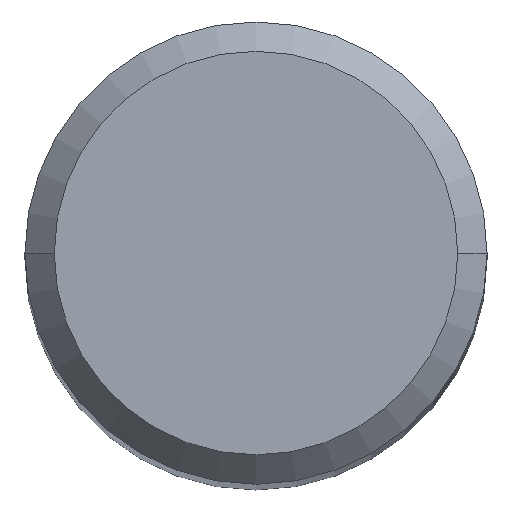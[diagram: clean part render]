
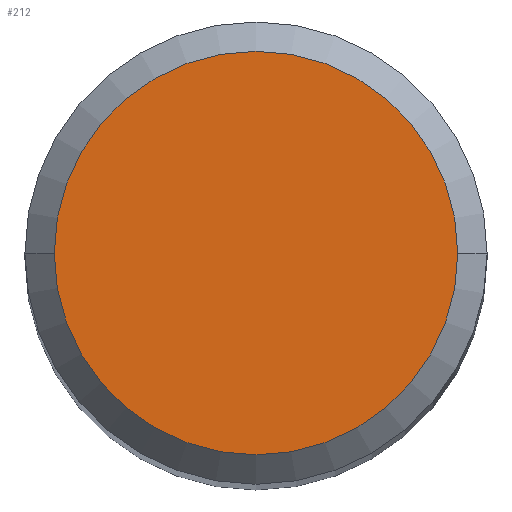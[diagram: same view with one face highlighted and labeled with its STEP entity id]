
A CAD part, top view. The second image highlights one B-rep face of the part: STEP entity #212.
In plain terms, the highlighted planar face has unit normal (0, 0, 1).
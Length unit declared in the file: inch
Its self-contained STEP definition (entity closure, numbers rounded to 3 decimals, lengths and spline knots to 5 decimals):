
#5 = CIRCLE ( 'NONE', #198, 0.10311 ) ;
#12 = DIRECTION ( 'NONE',  ( 0., 0., 1. ) ) ;
#13 = EDGE_LOOP ( 'NONE', ( #203, #280 ) ) ;
#14 = DIRECTION ( 'NONE',  ( 0., 0., 1. ) ) ;
#61 = DIRECTION ( 'NONE',  ( 1., 0., 0. ) ) ;
#64 = CARTESIAN_POINT ( 'NONE',  ( 0., 0., 2.95276 ) ) ;
#80 = CIRCLE ( 'NONE', #243, 0.10311 ) ;
#88 = DIRECTION ( 'NONE',  ( 0., 0., 1. ) ) ;
#94 = PLANE ( 'NONE',  #213 ) ;
#98 = DIRECTION ( 'NONE',  ( 1., 0., 0. ) ) ;
#124 = DIRECTION ( 'NONE',  ( 1., 0., 0. ) ) ;
#138 = CARTESIAN_POINT ( 'NONE',  ( -0.10311, 0., 2.95276 ) ) ;
#149 = FACE_OUTER_BOUND ( 'NONE', #13, .T. ) ;
#170 = VERTEX_POINT ( 'NONE', #138 ) ;
#197 = CARTESIAN_POINT ( 'NONE',  ( 0.10311, 0., 2.95276 ) ) ;
#198 = AXIS2_PLACEMENT_3D ( 'NONE', #64, #88, #124 ) ;
#200 = VERTEX_POINT ( 'NONE', #197 ) ;
#203 = ORIENTED_EDGE ( 'NONE', *, *, #239, .T. ) ;
#212 = ADVANCED_FACE ( 'NONE', ( #149 ), #94, .T. ) ;
#213 = AXIS2_PLACEMENT_3D ( 'NONE', #337, #14, #98 ) ;
#239 = EDGE_CURVE ( 'NONE', #170, #200, #5, .T. ) ;
#241 = EDGE_CURVE ( 'NONE', #200, #170, #80, .T. ) ;
#243 = AXIS2_PLACEMENT_3D ( 'NONE', #305, #12, #61 ) ;
#280 = ORIENTED_EDGE ( 'NONE', *, *, #241, .T. ) ;
#305 = CARTESIAN_POINT ( 'NONE',  ( 0., 0., 2.95276 ) ) ;
#337 = CARTESIAN_POINT ( 'NONE',  ( 0., 0., 2.95276 ) ) ;
